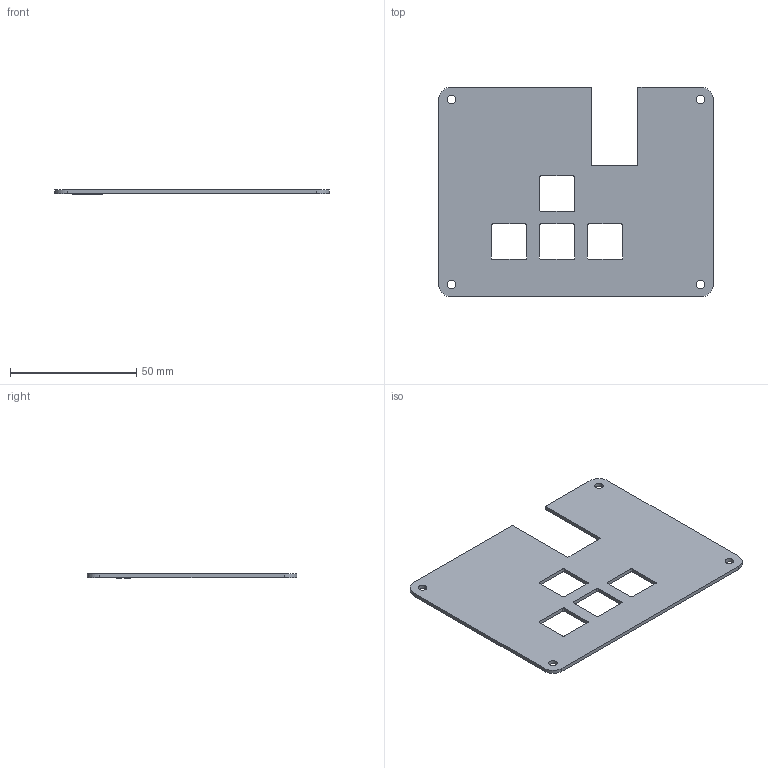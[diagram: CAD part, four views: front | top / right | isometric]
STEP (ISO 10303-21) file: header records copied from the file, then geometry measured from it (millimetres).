
FILE_DESCRIPTION(/* description */ (''),/* implementation_level */ '2;1');
FILE_NAME(/* name */ 'macropad_pg_p2.step',/* time_stamp */ '2025-12-30T08:37:05-05:00',/* author */ (''),/* organization */ (''),/* preprocessor_version */ 'ST-DEVELOPER v20.1',/* originating_system */ 'Autodesk Translation Framework v14.21.0.0',/* authorisation */ '');
FILE_SCHEMA (('AUTOMOTIVE_DESIGN { 1 0 10303 214 3 1 1 }'));
Length unit declared in the file: millimetre
Products named in the file (1): 2025-11-25-17-27-32-038
Bounding box: 108.9 x 83.19 x 1.7 mm (x, y, z)
Volume: 11469.8 mm3; surface area: 16382.2 mm2
Topology: 11 solids, 11 shells, 301 faces, 837 edges, 558 vertices
Faces by surface type: bspline 178, plane 99, cylinder 24
Full cylindrical faces by diameter (mm): 3.4 x4
Entity records: 11338 total; most frequent: CARTESIAN_POINT 4723, ORIENTED_EDGE 1674, EDGE_CURVE 837, DIRECTION 777, VERTEX_POINT 558, LINE 433, VECTOR 433, B_SPLINE_CURVE_WITH_KNOTS 356
